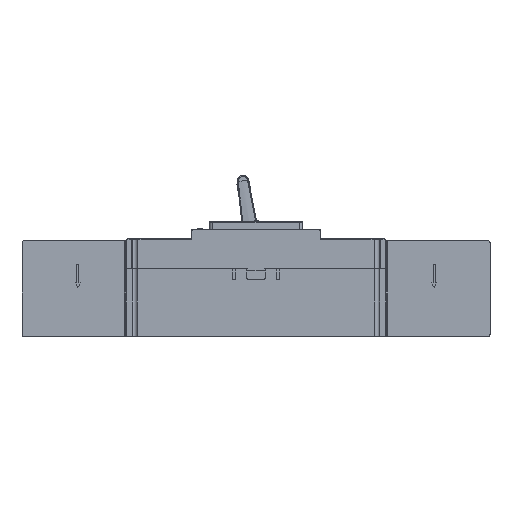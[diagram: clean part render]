
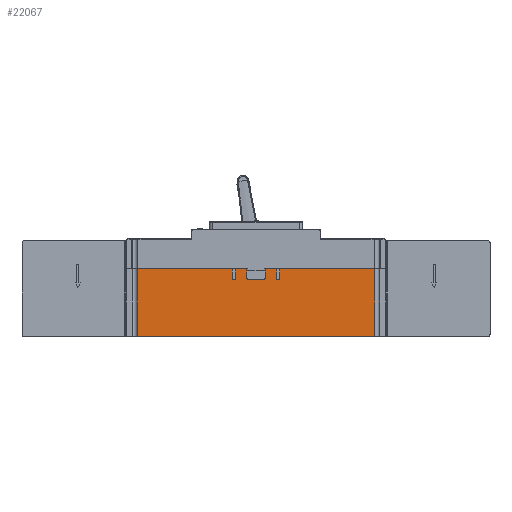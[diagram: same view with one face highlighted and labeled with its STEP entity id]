
A CAD part, top view. The second image highlights one B-rep face of the part: STEP entity #22067.
In plain terms, the highlighted planar face has unit normal (0, 0, 1).
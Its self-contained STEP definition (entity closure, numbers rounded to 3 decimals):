
#4212=DIRECTION('',(0.,1.,0.));
#4213=VECTOR('',#4212,67.);
#4214=CARTESIAN_POINT('',(117.5,-105.,185.));
#4215=LINE('',#4214,#4213);
#4220=DIRECTION('',(0.,1.,0.));
#4221=VECTOR('',#4220,9.8);
#4222=CARTESIAN_POINT('',(9.015,-47.8,185.));
#4223=LINE('',#4222,#4221);
#4224=DIRECTION('',(1.,0.,0.));
#4225=VECTOR('',#4224,11.485);
#4226=CARTESIAN_POINT('',(9.015,-38.,185.));
#4227=LINE('',#4226,#4225);
#4228=DIRECTION('',(0.,-1.,0.));
#4229=VECTOR('',#4228,9.8);
#4230=CARTESIAN_POINT('',(20.5,-38.,185.));
#4231=LINE('',#4230,#4229);
#4232=CARTESIAN_POINT('',(21.,-47.8,185.));
#4233=DIRECTION('',(0.,0.,1.));
#4234=DIRECTION('',(-1.,0.,0.));
#4235=AXIS2_PLACEMENT_3D('',#4232,#4233,#4234);
#4237=CARTESIAN_POINT('',(23.,-47.8,185.));
#4238=DIRECTION('',(0.,0.,1.));
#4239=DIRECTION('',(0.,-1.,0.));
#4240=AXIS2_PLACEMENT_3D('',#4237,#4238,#4239);
#4242=DIRECTION('',(-1.,0.,0.));
#4243=VECTOR('',#4242,235.);
#4244=CARTESIAN_POINT('',(117.5,-105.,185.));
#4245=LINE('',#4244,#4243);
#4246=DIRECTION('',(0.,-1.,0.));
#4247=VECTOR('',#4246,9.8);
#4248=CARTESIAN_POINT('',(-23.5,-38.,185.));
#4249=LINE('',#4248,#4247);
#4250=CARTESIAN_POINT('',(-23.,-47.8,185.));
#4251=DIRECTION('',(0.,0.,1.));
#4252=DIRECTION('',(-1.,0.,0.));
#4253=AXIS2_PLACEMENT_3D('',#4250,#4251,#4252);
#4255=CARTESIAN_POINT('',(-21.,-47.8,185.));
#4256=DIRECTION('',(0.,0.,1.));
#4257=DIRECTION('',(0.,-1.,0.));
#4258=AXIS2_PLACEMENT_3D('',#4255,#4256,#4257);
#4260=DIRECTION('',(1.,0.,0.));
#4261=VECTOR('',#4260,11.485);
#4262=CARTESIAN_POINT('',(-20.5,-38.,185.));
#4263=LINE('',#4262,#4261);
#4264=CARTESIAN_POINT('',(-8.515,-47.8,185.));
#4265=DIRECTION('',(0.,0.,1.));
#4266=DIRECTION('',(-1.,0.,0.));
#4267=AXIS2_PLACEMENT_3D('',#4264,#4265,#4266);
#4269=CARTESIAN_POINT('',(8.515,-47.8,185.));
#4270=DIRECTION('',(0.,0.,1.));
#4271=DIRECTION('',(0.,-1.,0.));
#4272=AXIS2_PLACEMENT_3D('',#4269,#4270,#4271);
#4306=DIRECTION('',(0.,1.,0.));
#4307=VECTOR('',#4306,9.8);
#4308=CARTESIAN_POINT('',(-9.015,-47.8,185.));
#4309=LINE('',#4308,#4307);
#4349=DIRECTION('',(-1.,0.,0.));
#4350=VECTOR('',#4349,94.);
#4351=CARTESIAN_POINT('',(-23.5,-38.,185.));
#4352=LINE('',#4351,#4350);
#4782=DIRECTION('',(-1.,0.,0.));
#4783=VECTOR('',#4782,94.);
#4784=CARTESIAN_POINT('',(117.5,-38.,185.));
#4785=LINE('',#4784,#4783);
#8523=DIRECTION('',(0.,-1.,0.));
#8524=VECTOR('',#8523,9.8);
#8525=CARTESIAN_POINT('',(23.5,-38.,185.));
#8526=LINE('',#8525,#8524);
#8565=DIRECTION('',(-1.,0.,0.));
#8566=VECTOR('',#8565,2.);
#8567=CARTESIAN_POINT('',(23.,-48.3,185.));
#8568=LINE('',#8567,#8566);
#9941=DIRECTION('',(0.,-1.,0.));
#9942=VECTOR('',#9941,67.);
#9943=CARTESIAN_POINT('',(-117.5,-38.,185.));
#9944=LINE('',#9943,#9942);
#10445=DIRECTION('',(0.,-1.,0.));
#10446=VECTOR('',#10445,9.8);
#10447=CARTESIAN_POINT('',(-20.5,-38.,185.));
#10448=LINE('',#10447,#10446);
#10487=DIRECTION('',(-1.,0.,0.));
#10488=VECTOR('',#10487,2.);
#10489=CARTESIAN_POINT('',(-21.,-48.3,185.));
#10490=LINE('',#10489,#10488);
#10532=DIRECTION('',(-1.,0.,0.));
#10533=VECTOR('',#10532,17.031);
#10534=CARTESIAN_POINT('',(8.515,-48.3,185.));
#10535=LINE('',#10534,#10533);
#13711=CARTESIAN_POINT('',(117.5,-38.,185.));
#13712=VERTEX_POINT('',#13711);
#13713=CARTESIAN_POINT('',(23.5,-38.,185.));
#13714=VERTEX_POINT('',#13713);
#13719=CARTESIAN_POINT('',(20.5,-38.,185.));
#13720=VERTEX_POINT('',#13719);
#13721=CARTESIAN_POINT('',(9.015,-38.,185.));
#13722=VERTEX_POINT('',#13721);
#14107=CARTESIAN_POINT('',(-9.015,-38.,185.));
#14108=VERTEX_POINT('',#14107);
#14109=CARTESIAN_POINT('',(-20.5,-38.,185.));
#14110=VERTEX_POINT('',#14109);
#14115=CARTESIAN_POINT('',(-23.5,-38.,185.));
#14116=VERTEX_POINT('',#14115);
#14117=CARTESIAN_POINT('',(-117.5,-38.,185.));
#14118=VERTEX_POINT('',#14117);
#14617=CARTESIAN_POINT('',(-9.015,-47.8,185.));
#14618=VERTEX_POINT('',#14617);
#14619=CARTESIAN_POINT('',(9.015,-47.8,185.));
#14620=VERTEX_POINT('',#14619);
#14621=CARTESIAN_POINT('',(20.5,-47.8,185.));
#14622=VERTEX_POINT('',#14621);
#14623=CARTESIAN_POINT('',(21.,-48.3,185.));
#14624=VERTEX_POINT('',#14623);
#14625=CARTESIAN_POINT('',(23.,-48.3,185.));
#14626=VERTEX_POINT('',#14625);
#14627=CARTESIAN_POINT('',(23.5,-47.8,185.));
#14628=VERTEX_POINT('',#14627);
#14629=CARTESIAN_POINT('',(117.5,-105.,185.));
#14630=VERTEX_POINT('',#14629);
#14631=CARTESIAN_POINT('',(-117.5,-105.,185.));
#14632=VERTEX_POINT('',#14631);
#14633=CARTESIAN_POINT('',(-23.5,-47.8,185.));
#14634=VERTEX_POINT('',#14633);
#14635=CARTESIAN_POINT('',(-23.,-48.3,185.));
#14636=VERTEX_POINT('',#14635);
#14637=CARTESIAN_POINT('',(-21.,-48.3,185.));
#14638=VERTEX_POINT('',#14637);
#14639=CARTESIAN_POINT('',(-20.5,-47.8,185.));
#14640=VERTEX_POINT('',#14639);
#14641=CARTESIAN_POINT('',(-8.515,-48.3,185.));
#14642=VERTEX_POINT('',#14641);
#14643=CARTESIAN_POINT('',(8.515,-48.3,185.));
#14644=VERTEX_POINT('',#14643);
#22018=CARTESIAN_POINT('',(-28.,-104.,185.));
#22019=DIRECTION('',(0.,0.,1.));
#22020=DIRECTION('',(1.,0.,0.));
#22021=AXIS2_PLACEMENT_3D('',#22018,#22019,#22020);
#22022=PLANE('',#22021);
#22024=ORIENTED_EDGE('',*,*,#22023,.T.);
#22026=ORIENTED_EDGE('',*,*,#22025,.T.);
#22028=ORIENTED_EDGE('',*,*,#22027,.T.);
#22030=ORIENTED_EDGE('',*,*,#22029,.T.);
#22032=ORIENTED_EDGE('',*,*,#22031,.F.);
#22034=ORIENTED_EDGE('',*,*,#22033,.T.);
#22036=ORIENTED_EDGE('',*,*,#22035,.F.);
#22038=ORIENTED_EDGE('',*,*,#22037,.F.);
#22039=ORIENTED_EDGE('',*,*,#22006,.F.);
#22040=ORIENTED_EDGE('',*,*,#21725,.T.);
#22042=ORIENTED_EDGE('',*,*,#22041,.F.);
#22044=ORIENTED_EDGE('',*,*,#22043,.F.);
#22046=ORIENTED_EDGE('',*,*,#22045,.T.);
#22048=ORIENTED_EDGE('',*,*,#22047,.T.);
#22050=ORIENTED_EDGE('',*,*,#22049,.F.);
#22052=ORIENTED_EDGE('',*,*,#22051,.T.);
#22054=ORIENTED_EDGE('',*,*,#22053,.F.);
#22056=ORIENTED_EDGE('',*,*,#22055,.T.);
#22058=ORIENTED_EDGE('',*,*,#22057,.F.);
#22060=ORIENTED_EDGE('',*,*,#22059,.T.);
#22062=ORIENTED_EDGE('',*,*,#22061,.F.);
#22064=ORIENTED_EDGE('',*,*,#22063,.T.);
#22065=EDGE_LOOP('',(#22024,#22026,#22028,#22030,#22032,#22034,#22036,#22038,
#22039,#22040,#22042,#22044,#22046,#22048,#22050,#22052,#22054,#22056,#22058,
#22060,#22062,#22064));
#22066=FACE_OUTER_BOUND('',#22065,.F.);
#22067=ADVANCED_FACE('',(#22066),#22022,.T.);
#4236=CIRCLE('',#4235,0.5);
#4241=CIRCLE('',#4240,0.5);
#4254=CIRCLE('',#4253,0.5);
#4259=CIRCLE('',#4258,0.5);
#4268=CIRCLE('',#4267,0.5);
#4273=CIRCLE('',#4272,0.5);
#21725=EDGE_CURVE('',#14630,#14632,#4245,.T.);
#22006=EDGE_CURVE('',#14630,#13712,#4215,.T.);
#22023=EDGE_CURVE('',#14620,#13722,#4223,.T.);
#22025=EDGE_CURVE('',#13722,#13720,#4227,.T.);
#22027=EDGE_CURVE('',#13720,#14622,#4231,.T.);
#22029=EDGE_CURVE('',#14622,#14624,#4236,.T.);
#22031=EDGE_CURVE('',#14626,#14624,#8568,.T.);
#22033=EDGE_CURVE('',#14626,#14628,#4241,.T.);
#22035=EDGE_CURVE('',#13714,#14628,#8526,.T.);
#22037=EDGE_CURVE('',#13712,#13714,#4785,.T.);
#22041=EDGE_CURVE('',#14118,#14632,#9944,.T.);
#22043=EDGE_CURVE('',#14116,#14118,#4352,.T.);
#22045=EDGE_CURVE('',#14116,#14634,#4249,.T.);
#22047=EDGE_CURVE('',#14634,#14636,#4254,.T.);
#22049=EDGE_CURVE('',#14638,#14636,#10490,.T.);
#22051=EDGE_CURVE('',#14638,#14640,#4259,.T.);
#22053=EDGE_CURVE('',#14110,#14640,#10448,.T.);
#22055=EDGE_CURVE('',#14110,#14108,#4263,.T.);
#22057=EDGE_CURVE('',#14618,#14108,#4309,.T.);
#22059=EDGE_CURVE('',#14618,#14642,#4268,.T.);
#22061=EDGE_CURVE('',#14644,#14642,#10535,.T.);
#22063=EDGE_CURVE('',#14644,#14620,#4273,.T.);
